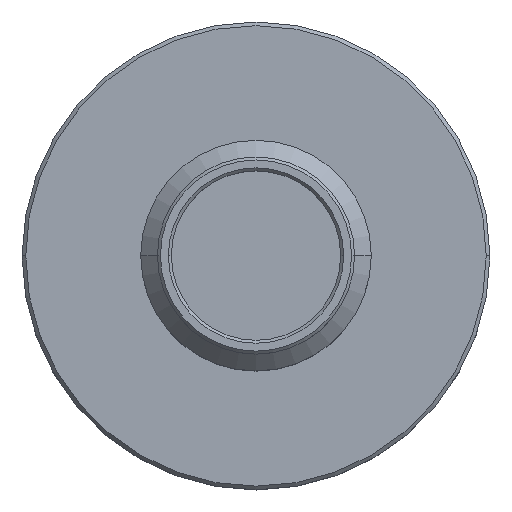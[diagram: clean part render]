
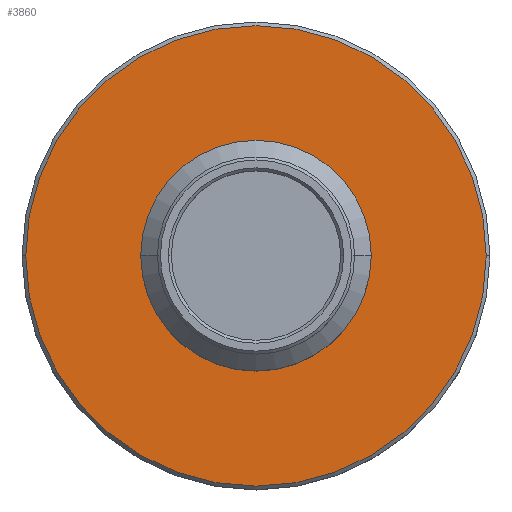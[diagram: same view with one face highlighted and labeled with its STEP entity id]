
A CAD part, top view. The second image highlights one B-rep face of the part: STEP entity #3860.
In plain terms, the highlighted planar face has unit normal (0, 0, 1).
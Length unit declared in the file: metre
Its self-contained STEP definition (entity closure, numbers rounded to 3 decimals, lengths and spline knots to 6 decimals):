
#10 = DIRECTION ( 'NONE',  ( 1., 0., 0. ) ) ;
#128 = EDGE_CURVE ( 'NONE', #5468, #1266, #1334, .T. ) ;
#501 = DIRECTION ( 'NONE',  ( -1., 0., 0. ) ) ;
#533 = DIRECTION ( 'NONE',  ( 0., 0., -1. ) ) ;
#864 = FACE_OUTER_BOUND ( 'NONE', #1277, .T. ) ;
#940 = CARTESIAN_POINT ( 'NONE',  ( 0.00625, 0., 0. ) ) ;
#1254 = CARTESIAN_POINT ( 'NONE',  ( -0.0027, 0., 0. ) ) ;
#1266 = VERTEX_POINT ( 'NONE', #6407 ) ;
#1277 = EDGE_LOOP ( 'NONE', ( #4757, #5394 ) ) ;
#1334 = CIRCLE ( 'NONE', #3460, 0.0027 ) ;
#1537 = DIRECTION ( 'NONE',  ( 0., 0., 1. ) ) ;
#1707 = CIRCLE ( 'NONE', #5923, 0.00625 ) ;
#1970 = CARTESIAN_POINT ( 'NONE',  ( -0.00625, 0., 0. ) ) ;
#2576 = DIRECTION ( 'NONE',  ( 0., 0., -1. ) ) ;
#2726 = AXIS2_PLACEMENT_3D ( 'NONE', #5650, #2576, #6158 ) ;
#2799 = CARTESIAN_POINT ( 'NONE',  ( 0., 0., 0. ) ) ;
#3249 = FACE_BOUND ( 'NONE', #3549, .T. ) ;
#3324 = DIRECTION ( 'NONE',  ( -1., 0., 0. ) ) ;
#3337 = VERTEX_POINT ( 'NONE', #1970 ) ;
#3447 = EDGE_CURVE ( 'NONE', #3337, #5731, #3998, .T. ) ;
#3460 = AXIS2_PLACEMENT_3D ( 'NONE', #2799, #6385, #3324 ) ;
#3549 = EDGE_LOOP ( 'NONE', ( #6635, #6127 ) ) ;
#3574 = DIRECTION ( 'NONE',  ( 0., 0., -1. ) ) ;
#3607 = CARTESIAN_POINT ( 'NONE',  ( 0., 0., 0. ) ) ;
#3860 = ADVANCED_FACE ( 'NONE', ( #3249, #864 ), #6134, .T. ) ;
#3879 = AXIS2_PLACEMENT_3D ( 'NONE', #5622, #1537, #10 ) ;
#3998 = CIRCLE ( 'NONE', #2726, 0.00625 ) ;
#4052 = AXIS2_PLACEMENT_3D ( 'NONE', #6621, #3574, #501 ) ;
#4124 = DIRECTION ( 'NONE',  ( -1., 0., 0. ) ) ;
#4757 = ORIENTED_EDGE ( 'NONE', *, *, #3447, .F. ) ;
#4991 = EDGE_CURVE ( 'NONE', #5731, #3337, #1707, .T. ) ;
#5215 = CIRCLE ( 'NONE', #4052, 0.0027 ) ;
#5394 = ORIENTED_EDGE ( 'NONE', *, *, #4991, .F. ) ;
#5468 = VERTEX_POINT ( 'NONE', #1254 ) ;
#5622 = CARTESIAN_POINT ( 'NONE',  ( 0., 0.00625, 0. ) ) ;
#5650 = CARTESIAN_POINT ( 'NONE',  ( 0., 0., 0. ) ) ;
#5731 = VERTEX_POINT ( 'NONE', #940 ) ;
#5790 = EDGE_CURVE ( 'NONE', #1266, #5468, #5215, .T. ) ;
#5923 = AXIS2_PLACEMENT_3D ( 'NONE', #3607, #533, #4124 ) ;
#6127 = ORIENTED_EDGE ( 'NONE', *, *, #5790, .T. ) ;
#6134 = PLANE ( 'NONE',  #3879 ) ;
#6158 = DIRECTION ( 'NONE',  ( -1., 0., 0. ) ) ;
#6385 = DIRECTION ( 'NONE',  ( 0., 0., -1. ) ) ;
#6407 = CARTESIAN_POINT ( 'NONE',  ( 0.0027, 0., 0. ) ) ;
#6621 = CARTESIAN_POINT ( 'NONE',  ( 0., 0., 0. ) ) ;
#6635 = ORIENTED_EDGE ( 'NONE', *, *, #128, .T. ) ;
